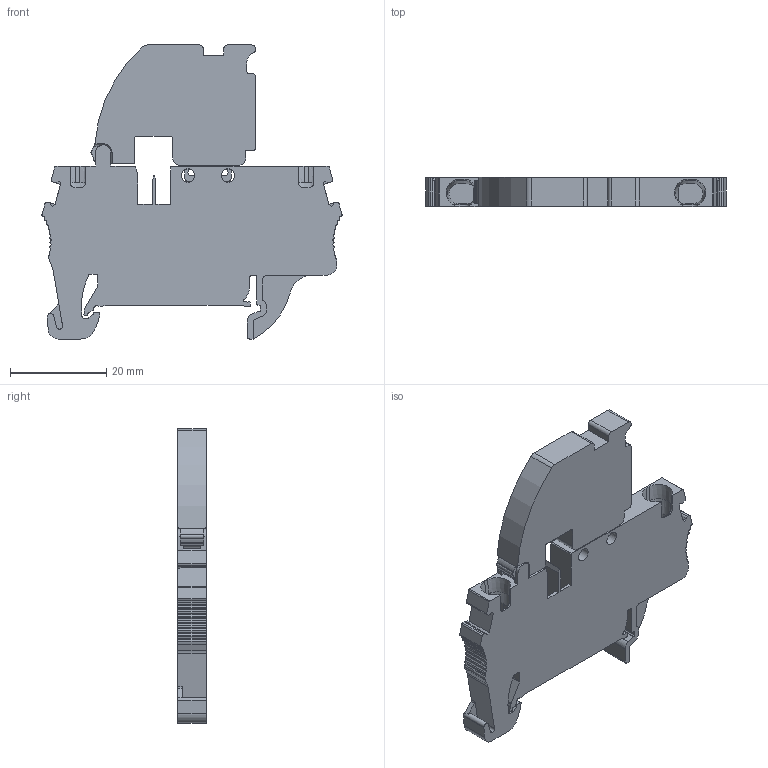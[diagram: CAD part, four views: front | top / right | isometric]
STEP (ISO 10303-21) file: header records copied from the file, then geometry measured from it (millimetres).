
FILE_DESCRIPTION(/* description */ ('Unknown'),/* implementation_level */ '2;1');
FILE_NAME(/* name */ 'SQF4_3D_MODEL_SOLID',/* time_stamp */ '2021-04-30T15:59:32+05:00',/* author */ ('Unknown'),/* organization */ ('Unknown'),/* preprocessor_version */ 'ST-DEVELOPER v16.7',/* originating_system */ 'DEX',/* authorisation */ $);
FILE_SCHEMA (('AUTOMOTIVE_DESIGN {1 0 10303 214 3 1 1}'));
Length unit declared in the file: millimetre
Products named in the file (1): Part3
Bounding box: 62.44 x 6 x 61.18 mm (x, y, z)
Volume: 12676.3 mm3; surface area: 8121.9 mm2
Topology: 1 solids, 1 shells, 359 faces, 1090 edges, 731 vertices
Faces by surface type: cylinder 181, plane 166, bspline 6, cone 4, torus 2
Full cylindrical faces by diameter (mm): 2.8 x2
Entity records: 15230 total; most frequent: CARTESIAN_POINT 2713, ORIENTED_EDGE 2160, DIRECTION 2092, EDGE_CURVE 1080, VERTEX_POINT 727, AXIS2_PLACEMENT_3D 723, LINE 646, VECTOR 646
